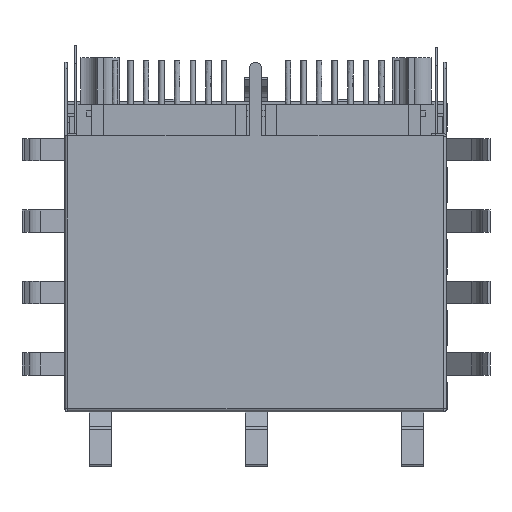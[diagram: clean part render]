
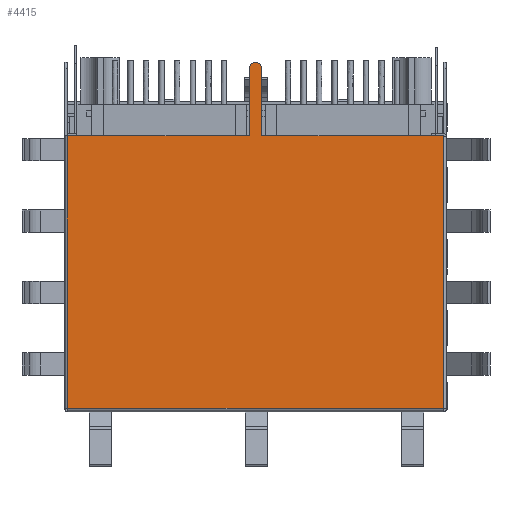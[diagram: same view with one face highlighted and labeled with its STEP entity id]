
A CAD part, front view. The second image highlights one B-rep face of the part: STEP entity #4415.
In plain terms, the highlighted face is planar.
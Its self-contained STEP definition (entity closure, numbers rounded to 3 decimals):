
#4415 = ADVANCED_FACE( '', ( #9236 ), #9237, .T. );
#9236 = FACE_OUTER_BOUND( '', #22345, .T. );
#9237 = PLANE( '', #22346 );
#22345 = EDGE_LOOP( '', ( #43146, #43147, #43148, #43149, #43150, #43151, #43152, #43153, #43154, #43155, #43156 ) );
#22346 = AXIS2_PLACEMENT_3D( '', #43157, #43158, #43159 );
#43146 = ORIENTED_EDGE( '', *, *, #54801, .T. );
#43147 = ORIENTED_EDGE( '', *, *, #54802, .T. );
#43148 = ORIENTED_EDGE( '', *, *, #49826, .T. );
#43149 = ORIENTED_EDGE( '', *, *, #54803, .T. );
#43150 = ORIENTED_EDGE( '', *, *, #54804, .F. );
#43151 = ORIENTED_EDGE( '', *, *, #54805, .F. );
#43152 = ORIENTED_EDGE( '', *, *, #54806, .T. );
#43153 = ORIENTED_EDGE( '', *, *, #52997, .F. );
#43154 = ORIENTED_EDGE( '', *, *, #53549, .F. );
#43155 = ORIENTED_EDGE( '', *, *, #54665, .F. );
#43156 = ORIENTED_EDGE( '', *, *, #49751, .T. );
#43157 = CARTESIAN_POINT( '', ( -11.525, 15.34, -11.25 ) );
#43158 = DIRECTION( '', ( -1., 0., 0. ) );
#43159 = DIRECTION( '', ( 0., 0., 1. ) );
#49751 = EDGE_CURVE( '', #56494, #56495, #56496, .T. );
#49826 = EDGE_CURVE( '', #56631, #56628, #56632, .T. );
#52997 = EDGE_CURVE( '', #61907, #61908, #61909, .T. );
#53549 = EDGE_CURVE( '', #62712, #61907, #62713, .T. );
#54665 = EDGE_CURVE( '', #56494, #62712, #64212, .T. );
#54801 = EDGE_CURVE( '', #56495, #64378, #64379, .T. );
#54802 = EDGE_CURVE( '', #64378, #56631, #64380, .T. );
#54803 = EDGE_CURVE( '', #56628, #64381, #64382, .T. );
#54804 = EDGE_CURVE( '', #62255, #64381, #64383, .T. );
#54805 = EDGE_CURVE( '', #64384, #62255, #64385, .T. );
#54806 = EDGE_CURVE( '', #64384, #61908, #64386, .T. );
#56494 = VERTEX_POINT( '', #66408 );
#56495 = VERTEX_POINT( '', #66409 );
#56496 = LINE( '', #66410, #66411 );
#56628 = VERTEX_POINT( '', #66596 );
#56631 = VERTEX_POINT( '', #66599 );
#56632 = LINE( '', #66600, #66601 );
#61907 = VERTEX_POINT( '', #74294 );
#61908 = VERTEX_POINT( '', #74295 );
#61909 = LINE( '', #74296, #74297 );
#62255 = VERTEX_POINT( '', #74802 );
#62712 = VERTEX_POINT( '', #75509 );
#62713 = CIRCLE( '', #75510, 0.5 );
#64212 = LINE( '', #77717, #77718 );
#64378 = VERTEX_POINT( '', #77956 );
#64379 = LINE( '', #77957, #77958 );
#64380 = LINE( '', #77959, #77960 );
#64381 = VERTEX_POINT( '', #77961 );
#64382 = LINE( '', #77962, #77963 );
#64383 = LINE( '', #77964, #77965 );
#64384 = VERTEX_POINT( '', #77966 );
#64385 = LINE( '', #77967, #77968 );
#64386 = LINE( '', #77969, #77970 );
#66408 = CARTESIAN_POINT( '', ( -11.525, -0.5, -11.25 ) );
#66409 = CARTESIAN_POINT( '', ( -11.525, -15.34, -11.25 ) );
#66410 = CARTESIAN_POINT( '', ( -11.525, 15.34, -11.25 ) );
#66411 = VECTOR( '', #80447, 1000. );
#66596 = CARTESIAN_POINT( '', ( -11.525, 15.33, 10.95 ) );
#66599 = CARTESIAN_POINT( '', ( -11.525, -15.33, 10.95 ) );
#66600 = CARTESIAN_POINT( '', ( -11.525, -15.34, 10.95 ) );
#66601 = VECTOR( '', #80531, 1000. );
#74294 = CARTESIAN_POINT( '', ( -11.525, 0.5, -16.75 ) );
#74295 = CARTESIAN_POINT( '', ( -11.525, 0.5, -11.25 ) );
#74296 = CARTESIAN_POINT( '', ( -11.525, 0.5, -11.25 ) );
#74297 = VECTOR( '', #83797, 1000. );
#74802 = CARTESIAN_POINT( '', ( -11.525, 15.34, -11.24 ) );
#75509 = CARTESIAN_POINT( '', ( -11.525, -0.5, -16.75 ) );
#75510 = AXIS2_PLACEMENT_3D( '', #84334, #84335, #84336 );
#77717 = CARTESIAN_POINT( '', ( -11.525, -0.5, -16.75 ) );
#77718 = VECTOR( '', #85379, 1000. );
#77956 = CARTESIAN_POINT( '', ( -11.525, -15.34, 10.95 ) );
#77957 = CARTESIAN_POINT( '', ( -11.525, -15.34, -11.25 ) );
#77958 = VECTOR( '', #85491, 1000. );
#77959 = CARTESIAN_POINT( '', ( -11.525, -15.34, 10.95 ) );
#77960 = VECTOR( '', #85492, 1000. );
#77961 = CARTESIAN_POINT( '', ( -11.525, 15.34, 10.95 ) );
#77962 = CARTESIAN_POINT( '', ( -11.525, -15.34, 10.95 ) );
#77963 = VECTOR( '', #85493, 1000. );
#77964 = CARTESIAN_POINT( '', ( -11.525, 15.34, -11.25 ) );
#77965 = VECTOR( '', #85494, 1000. );
#77966 = CARTESIAN_POINT( '', ( -11.525, 15.34, -11.25 ) );
#77967 = CARTESIAN_POINT( '', ( -11.525, 15.34, -11.25 ) );
#77968 = VECTOR( '', #85495, 1000. );
#77969 = CARTESIAN_POINT( '', ( -11.525, 15.34, -11.25 ) );
#77970 = VECTOR( '', #85496, 1000. );
#80447 = DIRECTION( '', ( 0., -1., 0. ) );
#80531 = DIRECTION( '', ( 0., 1., 0. ) );
#83797 = DIRECTION( '', ( 0., 0., 1. ) );
#84334 = CARTESIAN_POINT( '', ( -11.525, 0., -16.75 ) );
#84335 = DIRECTION( '', ( 1., 0., 0. ) );
#84336 = DIRECTION( '', ( 0., 0., 1. ) );
#85379 = DIRECTION( '', ( 0., 0., -1. ) );
#85491 = DIRECTION( '', ( 0., 0., 1. ) );
#85492 = DIRECTION( '', ( 0., 1., 0. ) );
#85493 = DIRECTION( '', ( 0., 1., 0. ) );
#85494 = DIRECTION( '', ( 0., 0., 1. ) );
#85495 = DIRECTION( '', ( 0., 0., 1. ) );
#85496 = DIRECTION( '', ( 0., -1., 0. ) );
